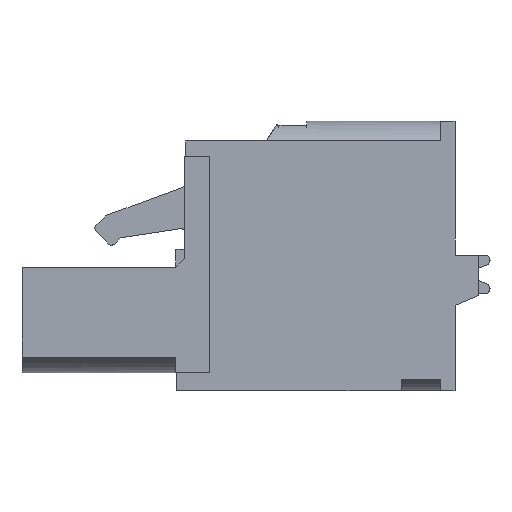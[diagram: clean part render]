
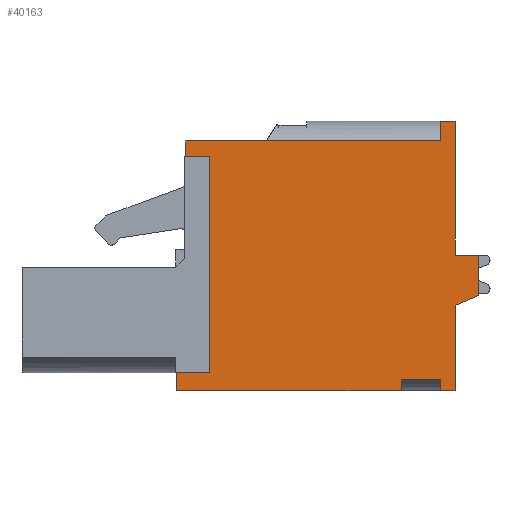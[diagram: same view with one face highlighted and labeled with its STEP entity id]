
A CAD part, left-side view. The second image highlights one B-rep face of the part: STEP entity #40163.
In plain terms, the highlighted planar face has unit normal (-1, 0, 0).
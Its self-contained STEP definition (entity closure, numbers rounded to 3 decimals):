
#3784=ORIENTED_EDGE('',*,*,#15241,.T.);
#3785=ORIENTED_EDGE('',*,*,#13232,.T.);
#3786=ORIENTED_EDGE('',*,*,#14216,.T.);
#3787=ORIENTED_EDGE('',*,*,#13865,.T.);
#3788=ORIENTED_EDGE('',*,*,#15242,.T.);
#3789=ORIENTED_EDGE('',*,*,#13731,.T.);
#3790=ORIENTED_EDGE('',*,*,#14128,.F.);
#3791=ORIENTED_EDGE('',*,*,#14000,.F.);
#3792=ORIENTED_EDGE('',*,*,#15243,.T.);
#3793=ORIENTED_EDGE('',*,*,#15225,.T.);
#3794=ORIENTED_EDGE('',*,*,#15244,.T.);
#3795=ORIENTED_EDGE('',*,*,#15245,.F.);
#3796=ORIENTED_EDGE('',*,*,#13465,.T.);
#3797=ORIENTED_EDGE('',*,*,#15246,.T.);
#3798=ORIENTED_EDGE('',*,*,#15247,.T.);
#3799=ORIENTED_EDGE('',*,*,#15248,.F.);
#3800=ORIENTED_EDGE('',*,*,#15249,.F.);
#3801=ORIENTED_EDGE('',*,*,#14079,.T.);
#13232=EDGE_CURVE('',#19197,#19196,#23121,.T.);
#13465=EDGE_CURVE('',#19430,#19429,#23294,.T.);
#13731=EDGE_CURVE('',#19696,#19695,#23558,.T.);
#13865=EDGE_CURVE('',#19830,#19829,#23692,.T.);
#14000=EDGE_CURVE('',#19963,#19964,#23827,.T.);
#14079=EDGE_CURVE('',#20043,#20042,#23906,.T.);
#14128=EDGE_CURVE('',#19964,#19695,#23940,.T.);
#14216=EDGE_CURVE('',#19196,#19830,#24028,.T.);
#15225=EDGE_CURVE('',#20778,#20777,#24776,.T.);
#15241=EDGE_CURVE('',#20042,#19197,#24782,.T.);
#15242=EDGE_CURVE('',#19829,#19696,#24783,.T.);
#15243=EDGE_CURVE('',#19963,#20778,#24784,.T.);
#15244=EDGE_CURVE('',#20777,#20786,#24785,.T.);
#15245=EDGE_CURVE('',#19430,#20786,#24786,.T.);
#15246=EDGE_CURVE('',#19429,#20787,#24787,.T.);
#15247=EDGE_CURVE('',#20787,#20788,#24788,.T.);
#15248=EDGE_CURVE('',#20789,#20788,#24789,.T.);
#15249=EDGE_CURVE('',#20043,#20789,#24790,.T.);
#19196=VERTEX_POINT('',#55638);
#19197=VERTEX_POINT('',#55640);
#19429=VERTEX_POINT('',#56105);
#19430=VERTEX_POINT('',#56107);
#19695=VERTEX_POINT('',#56654);
#19696=VERTEX_POINT('',#56656);
#19829=VERTEX_POINT('',#56923);
#19830=VERTEX_POINT('',#56925);
#19963=VERTEX_POINT('',#57193);
#19964=VERTEX_POINT('',#57195);
#20042=VERTEX_POINT('',#57352);
#20043=VERTEX_POINT('',#57354);
#20777=VERTEX_POINT('',#59627);
#20778=VERTEX_POINT('',#59629);
#20786=VERTEX_POINT('',#59661);
#20787=VERTEX_POINT('',#59664);
#20788=VERTEX_POINT('',#59666);
#20789=VERTEX_POINT('',#59668);
#23121=LINE('',#55639,#28332);
#23294=LINE('',#56106,#28505);
#23558=LINE('',#56655,#28769);
#23692=LINE('',#56924,#28903);
#23827=LINE('',#57194,#29038);
#23906=LINE('',#57353,#29117);
#23940=LINE('',#57450,#29151);
#24028=LINE('',#57597,#29239);
#24776=LINE('',#59628,#29987);
#24782=LINE('',#59657,#29993);
#24783=LINE('',#59658,#29994);
#24784=LINE('',#59659,#29995);
#24785=LINE('',#59660,#29996);
#24786=LINE('',#59662,#29997);
#24787=LINE('',#59663,#29998);
#24788=LINE('',#59665,#29999);
#24789=LINE('',#59667,#30000);
#24790=LINE('',#59669,#30001);
#28332=VECTOR('',#44785,1000.);
#28505=VECTOR('',#45080,1000.);
#28769=VECTOR('',#45382,1000.);
#28903=VECTOR('',#45518,1000.);
#29038=VECTOR('',#45655,1000.);
#29117=VECTOR('',#45736,1000.);
#29151=VECTOR('',#45820,1000.);
#29239=VECTOR('',#45910,1000.);
#29987=VECTOR('',#47722,1000.);
#29993=VECTOR('',#47758,1000.);
#29994=VECTOR('',#47759,1000.);
#29995=VECTOR('',#47760,1000.);
#29996=VECTOR('',#47761,1000.);
#29997=VECTOR('',#47762,1000.);
#29998=VECTOR('',#47763,1000.);
#29999=VECTOR('',#47764,1000.);
#30000=VECTOR('',#47765,1000.);
#30001=VECTOR('',#47766,1000.);
#33898=EDGE_LOOP('',(#3784,#3785,#3786,#3787,#3788,#3789,#3790,#3791,#3792,
#3793,#3794,#3795,#3796,#3797,#3798,#3799,#3800,#3801));
#36189=FACE_BOUND('',#33898,.T.);
#38349=PLANE('',#42581);
#40163=ADVANCED_FACE('',(#36189),#38349,.T.);
#42581=AXIS2_PLACEMENT_3D('',#59656,#47756,#47757);
#44785=DIRECTION('',(0.,1.,0.));
#45080=DIRECTION('',(0.,0.,1.));
#45382=DIRECTION('',(0.,1.,0.));
#45518=DIRECTION('',(0.,-1.,0.));
#45655=DIRECTION('',(0.,1.,0.));
#45736=DIRECTION('',(0.,1.,0.));
#45820=DIRECTION('',(0.,0.,1.));
#45910=DIRECTION('',(0.,0.,-1.));
#47722=DIRECTION('',(0.,-1.,0.));
#47756=DIRECTION('',(-1.,0.,0.));
#47757=DIRECTION('',(0.,0.,1.));
#47758=DIRECTION('',(0.,0.,-1.));
#47759=DIRECTION('',(0.,0.,-1.));
#47760=DIRECTION('',(0.,0.,1.));
#47761=DIRECTION('',(0.,0.,-1.));
#47762=DIRECTION('',(0.,1.,0.));
#47763=DIRECTION('',(0.,-0.921,0.39));
#47764=DIRECTION('',(0.,0.,1.));
#47765=DIRECTION('',(0.,-1.,0.));
#47766=DIRECTION('',(0.,0.,-1.));
#55638=CARTESIAN_POINT('',(-38.1,7.9,6.4));
#55639=CARTESIAN_POINT('',(-38.1,3.4,6.4));
#55640=CARTESIAN_POINT('',(-38.1,-6.3,6.4));
#56105=CARTESIAN_POINT('',(-38.1,-7.1,-2.75));
#56106=CARTESIAN_POINT('',(-38.1,-7.1,-7.5));
#56107=CARTESIAN_POINT('',(-38.1,-7.1,-7.5));
#56654=CARTESIAN_POINT('',(-38.1,8.4,-6.5));
#56655=CARTESIAN_POINT('',(-38.1,8.4,-6.5));
#56656=CARTESIAN_POINT('',(-38.1,6.57,-6.5));
#56923=CARTESIAN_POINT('',(-38.1,6.57,5.55));
#56924=CARTESIAN_POINT('',(-38.1,7.9,5.55));
#56925=CARTESIAN_POINT('',(-38.1,7.9,5.55));
#57193=CARTESIAN_POINT('',(-38.1,-4.1,-7.5));
#57194=CARTESIAN_POINT('',(-38.1,-8.4,-7.5));
#57195=CARTESIAN_POINT('',(-38.1,8.4,-7.5));
#57352=CARTESIAN_POINT('',(-38.1,-6.3,7.5));
#57353=CARTESIAN_POINT('',(-38.1,-8.4,7.5));
#57354=CARTESIAN_POINT('',(-38.1,-7.1,7.5));
#57450=CARTESIAN_POINT('',(-38.1,8.4,-7.5));
#57597=CARTESIAN_POINT('',(-38.1,7.9,6.4));
#59627=CARTESIAN_POINT('',(-38.1,-6.3,-6.9));
#59628=CARTESIAN_POINT('',(-38.1,-4.1,-6.9));
#59629=CARTESIAN_POINT('',(-38.1,-4.1,-6.9));
#59656=CARTESIAN_POINT('',(-38.1,-8.4,-7.5));
#59657=CARTESIAN_POINT('',(-38.1,-6.3,7.701));
#59658=CARTESIAN_POINT('',(-38.1,6.57,5.55));
#59659=CARTESIAN_POINT('',(-38.1,-4.1,-7.5));
#59660=CARTESIAN_POINT('',(-38.1,-6.3,-6.9));
#59661=CARTESIAN_POINT('',(-38.1,-6.3,-7.5));
#59662=CARTESIAN_POINT('',(-38.1,-8.4,-7.5));
#59663=CARTESIAN_POINT('',(-38.1,-7.1,-2.75));
#59664=CARTESIAN_POINT('',(-38.1,-8.4,-2.2));
#59665=CARTESIAN_POINT('',(-38.1,-8.4,-7.5));
#59666=CARTESIAN_POINT('',(-38.1,-8.4,0.05));
#59667=CARTESIAN_POINT('',(-38.1,-8.4,0.05));
#59668=CARTESIAN_POINT('',(-38.1,-7.1,0.05));
#59669=CARTESIAN_POINT('',(-38.1,-7.1,7.5));
